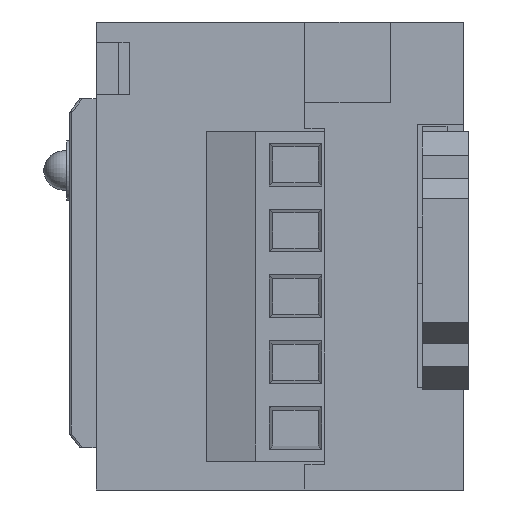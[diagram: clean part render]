
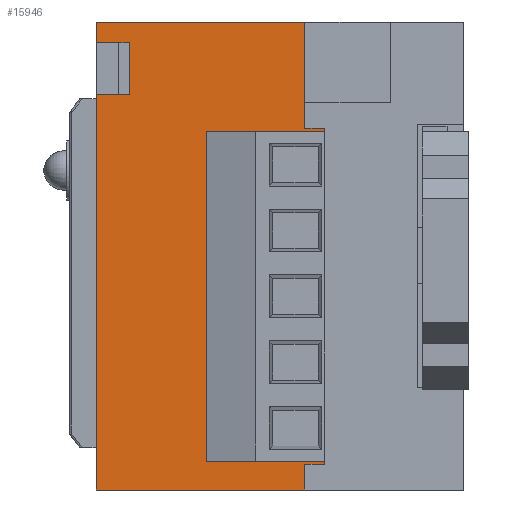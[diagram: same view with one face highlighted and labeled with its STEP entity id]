
A CAD part, left-side view. The second image highlights one B-rep face of the part: STEP entity #15946.
In plain terms, the highlighted face is planar.
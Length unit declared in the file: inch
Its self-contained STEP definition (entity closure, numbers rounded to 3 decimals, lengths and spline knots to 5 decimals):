
#45 = LINE ( 'NONE', #19776, #12249 ) ;
#102 = EDGE_CURVE ( 'NONE', #3662, #980, #19261, .T. ) ;
#222 = CARTESIAN_POINT ( 'NONE',  ( 1.2225, 1.115, -0.7105 ) ) ;
#592 = ORIENTED_EDGE ( 'NONE', *, *, #19508, .F. ) ;
#825 = ORIENTED_EDGE ( 'NONE', *, *, #4891, .F. ) ;
#893 = DIRECTION ( 'NONE',  ( 0., 0., -1. ) ) ;
#980 = VERTEX_POINT ( 'NONE', #19510 ) ;
#1108 = VERTEX_POINT ( 'NONE', #222 ) ;
#1460 = CARTESIAN_POINT ( 'NONE',  ( 1.2225, 0.422, -0.3875 ) ) ;
#1912 = VECTOR ( 'NONE', #12155, 39.37008 ) ;
#2217 = PLANE ( 'NONE',  #16515 ) ;
#2720 = DIRECTION ( 'NONE',  ( 0., 0., 1. ) ) ;
#2758 = VERTEX_POINT ( 'NONE', #13931 ) ;
#2936 = LINE ( 'NONE', #13991, #19327 ) ;
#3023 = VECTOR ( 'NONE', #16519, 39.37008 ) ;
#3070 = EDGE_CURVE ( 'NONE', #7653, #19153, #18158, .T. ) ;
#3242 = LINE ( 'NONE', #10418, #14921 ) ;
#3662 = VERTEX_POINT ( 'NONE', #5841 ) ;
#3801 = CARTESIAN_POINT ( 'NONE',  ( 1.2225, 1.115, -0.7105 ) ) ;
#3829 = CARTESIAN_POINT ( 'NONE',  ( 1.2225, 1.115, -0.4895 ) ) ;
#4356 = VERTEX_POINT ( 'NONE', #19361 ) ;
#4891 = EDGE_CURVE ( 'NONE', #15057, #17662, #12186, .T. ) ;
#5141 = ORIENTED_EDGE ( 'NONE', *, *, #11773, .T. ) ;
#5624 = LINE ( 'NONE', #9004, #1912 ) ;
#5755 = CARTESIAN_POINT ( 'NONE',  ( 1.2225, 1.115, -0.7105 ) ) ;
#5841 = CARTESIAN_POINT ( 'NONE',  ( 1.2225, 1.015, -0.4895 ) ) ;
#5850 = LINE ( 'NONE', #5755, #13333 ) ;
#6038 = VERTEX_POINT ( 'NONE', #8324 ) ;
#6270 = DIRECTION ( 'NONE',  ( 0., -1., 0. ) ) ;
#6570 = EDGE_CURVE ( 'NONE', #1108, #6038, #19572, .T. ) ;
#6890 = EDGE_CURVE ( 'NONE', #19153, #17450, #5624, .T. ) ;
#6977 = DIRECTION ( 'NONE',  ( 0., 0., 1. ) ) ;
#7106 = DIRECTION ( 'NONE',  ( 0., 0., 1. ) ) ;
#7292 = CARTESIAN_POINT ( 'NONE',  ( 1.2225, 1.015, -0.4895 ) ) ;
#7312 = EDGE_CURVE ( 'NONE', #1108, #4356, #19284, .T. ) ;
#7380 = VECTOR ( 'NONE', #11322, 39.37008 ) ;
#7392 = CARTESIAN_POINT ( 'NONE',  ( 1.2225, 0.482, 0.7105 ) ) ;
#7457 = ORIENTED_EDGE ( 'NONE', *, *, #18301, .F. ) ;
#7578 = CARTESIAN_POINT ( 'NONE',  ( 1.2225, 1.115, -0.4025 ) ) ;
#7653 = VERTEX_POINT ( 'NONE', #8789 ) ;
#7919 = VECTOR ( 'NONE', #8225, 39.37008 ) ;
#8075 = VECTOR ( 'NONE', #893, 39.37008 ) ;
#8141 = VERTEX_POINT ( 'NONE', #11563 ) ;
#8225 = DIRECTION ( 'NONE',  ( 0., 1., 0. ) ) ;
#8324 = CARTESIAN_POINT ( 'NONE',  ( 1.2225, 1.115, -0.6475 ) ) ;
#8367 = ORIENTED_EDGE ( 'NONE', *, *, #3070, .F. ) ;
#8479 = ORIENTED_EDGE ( 'NONE', *, *, #102, .F. ) ;
#8634 = CARTESIAN_POINT ( 'NONE',  ( 1.2225, 1.115, 0.7105 ) ) ;
#8789 = CARTESIAN_POINT ( 'NONE',  ( 1.2225, 0.482, -0.4025 ) ) ;
#9004 = CARTESIAN_POINT ( 'NONE',  ( 1.2225, 0.422, -0.4025 ) ) ;
#9005 = ORIENTED_EDGE ( 'NONE', *, *, #16027, .T. ) ;
#9279 = DIRECTION ( 'NONE',  ( 0., 1., 0. ) ) ;
#9385 = VECTOR ( 'NONE', #2720, 39.37008 ) ;
#9723 = CARTESIAN_POINT ( 'NONE',  ( 1.2225, 1.115, -0.7105 ) ) ;
#9917 = VECTOR ( 'NONE', #10582, 39.37008 ) ;
#9970 = VERTEX_POINT ( 'NONE', #3829 ) ;
#10006 = VERTEX_POINT ( 'NONE', #16582 ) ;
#10251 = VECTOR ( 'NONE', #19968, 39.37008 ) ;
#10349 = CARTESIAN_POINT ( 'NONE',  ( 1.2225, 0.482, -0.7105 ) ) ;
#10418 = CARTESIAN_POINT ( 'NONE',  ( 1.2225, 1.115, 0.6475 ) ) ;
#10582 = DIRECTION ( 'NONE',  ( 0., 0., 1. ) ) ;
#10599 = DIRECTION ( 'NONE',  ( 0., 0., 1. ) ) ;
#10637 = CARTESIAN_POINT ( 'NONE',  ( 1.2225, 1.015, -0.6475 ) ) ;
#10865 = VECTOR ( 'NONE', #6270, 39.37008 ) ;
#10996 = ORIENTED_EDGE ( 'NONE', *, *, #14809, .F. ) ;
#11224 = VECTOR ( 'NONE', #7106, 39.37008 ) ;
#11322 = DIRECTION ( 'NONE',  ( 0., 0., 1. ) ) ;
#11336 = CARTESIAN_POINT ( 'NONE',  ( 1.2225, 0.419, 0.6325 ) ) ;
#11536 = CARTESIAN_POINT ( 'NONE',  ( 1.2225, 0.422, 0.6325 ) ) ;
#11563 = CARTESIAN_POINT ( 'NONE',  ( 1.2225, 0.482, 0.6475 ) ) ;
#11773 = EDGE_CURVE ( 'NONE', #18203, #17914, #19408, .T. ) ;
#11885 = ORIENTED_EDGE ( 'NONE', *, *, #14269, .F. ) ;
#11897 = LINE ( 'NONE', #7292, #15592 ) ;
#12155 = DIRECTION ( 'NONE',  ( 0., 0., 1. ) ) ;
#12186 = LINE ( 'NONE', #16116, #7919 ) ;
#12249 = VECTOR ( 'NONE', #15045, 39.37008 ) ;
#12346 = LINE ( 'NONE', #16693, #8075 ) ;
#13181 = ORIENTED_EDGE ( 'NONE', *, *, #6890, .F. ) ;
#13266 = ORIENTED_EDGE ( 'NONE', *, *, #15511, .T. ) ;
#13333 = VECTOR ( 'NONE', #10599, 39.37008 ) ;
#13611 = LINE ( 'NONE', #16926, #9385 ) ;
#13682 = EDGE_LOOP ( 'NONE', ( #13703, #11885, #8479, #17046, #13266, #5141, #592, #19682, #10996, #825, #9005, #20084, #13181, #8367, #7457, #17600 ) ) ;
#13703 = ORIENTED_EDGE ( 'NONE', *, *, #6570, .T. ) ;
#13931 = CARTESIAN_POINT ( 'NONE',  ( 1.2225, 0.422, 0.6475 ) ) ;
#13991 = CARTESIAN_POINT ( 'NONE',  ( 1.2225, 1.015, -0.6475 ) ) ;
#14126 = LINE ( 'NONE', #18461, #9917 ) ;
#14269 = EDGE_CURVE ( 'NONE', #980, #6038, #2936, .T. ) ;
#14542 = VECTOR ( 'NONE', #16319, 39.37008 ) ;
#14716 = EDGE_CURVE ( 'NONE', #3662, #9970, #11897, .T. ) ;
#14809 = EDGE_CURVE ( 'NONE', #17662, #2758, #13611, .T. ) ;
#14921 = VECTOR ( 'NONE', #16752, 39.37008 ) ;
#15045 = DIRECTION ( 'NONE',  ( 0., 1., 0. ) ) ;
#15057 = VERTEX_POINT ( 'NONE', #11336 ) ;
#15421 = LINE ( 'NONE', #10349, #11224 ) ;
#15511 = EDGE_CURVE ( 'NONE', #9970, #18203, #5850, .T. ) ;
#15592 = VECTOR ( 'NONE', #18406, 39.37008 ) ;
#15946 = ADVANCED_FACE ( 'NONE', ( #18008 ), #2217, .F. ) ;
#16027 = EDGE_CURVE ( 'NONE', #15057, #10006, #12346, .T. ) ;
#16116 = CARTESIAN_POINT ( 'NONE',  ( 1.2225, 0.392, 0.6325 ) ) ;
#16319 = DIRECTION ( 'NONE',  ( 0., 0., -1. ) ) ;
#16485 = DIRECTION ( 'NONE',  ( -1., 0., 0. ) ) ;
#16515 = AXIS2_PLACEMENT_3D ( 'NONE', #3801, #16485, #6977 ) ;
#16519 = DIRECTION ( 'NONE',  ( 0., -1., 0. ) ) ;
#16582 = CARTESIAN_POINT ( 'NONE',  ( 1.2225, 0.419, -0.3875 ) ) ;
#16693 = CARTESIAN_POINT ( 'NONE',  ( 1.2225, 0.419, -0.7105 ) ) ;
#16752 = DIRECTION ( 'NONE',  ( 0., -1., 0. ) ) ;
#16926 = CARTESIAN_POINT ( 'NONE',  ( 1.2225, 0.422, 0.6325 ) ) ;
#17046 = ORIENTED_EDGE ( 'NONE', *, *, #14716, .T. ) ;
#17450 = VERTEX_POINT ( 'NONE', #1460 ) ;
#17478 = CARTESIAN_POINT ( 'NONE',  ( 1.2225, 0.422, -0.4025 ) ) ;
#17600 = ORIENTED_EDGE ( 'NONE', *, *, #7312, .F. ) ;
#17662 = VERTEX_POINT ( 'NONE', #11536 ) ;
#17783 = EDGE_CURVE ( 'NONE', #10006, #17450, #45, .T. ) ;
#17914 = VERTEX_POINT ( 'NONE', #7392 ) ;
#18008 = FACE_OUTER_BOUND ( 'NONE', #13682, .T. ) ;
#18158 = LINE ( 'NONE', #7578, #10251 ) ;
#18203 = VERTEX_POINT ( 'NONE', #19630 ) ;
#18301 = EDGE_CURVE ( 'NONE', #4356, #7653, #15421, .T. ) ;
#18333 = EDGE_CURVE ( 'NONE', #8141, #2758, #3242, .T. ) ;
#18406 = DIRECTION ( 'NONE',  ( 0., 1., 0. ) ) ;
#18461 = CARTESIAN_POINT ( 'NONE',  ( 1.2225, 0.482, -0.7105 ) ) ;
#19153 = VERTEX_POINT ( 'NONE', #17478 ) ;
#19261 = LINE ( 'NONE', #10637, #14542 ) ;
#19284 = LINE ( 'NONE', #20615, #10865 ) ;
#19327 = VECTOR ( 'NONE', #9279, 39.37008 ) ;
#19361 = CARTESIAN_POINT ( 'NONE',  ( 1.2225, 0.482, -0.7105 ) ) ;
#19408 = LINE ( 'NONE', #8634, #3023 ) ;
#19508 = EDGE_CURVE ( 'NONE', #8141, #17914, #14126, .T. ) ;
#19510 = CARTESIAN_POINT ( 'NONE',  ( 1.2225, 1.015, -0.6475 ) ) ;
#19572 = LINE ( 'NONE', #9723, #7380 ) ;
#19630 = CARTESIAN_POINT ( 'NONE',  ( 1.2225, 1.115, 0.7105 ) ) ;
#19682 = ORIENTED_EDGE ( 'NONE', *, *, #18333, .T. ) ;
#19776 = CARTESIAN_POINT ( 'NONE',  ( 1.2225, 0.392, -0.3875 ) ) ;
#19968 = DIRECTION ( 'NONE',  ( 0., -1., 0. ) ) ;
#20084 = ORIENTED_EDGE ( 'NONE', *, *, #17783, .T. ) ;
#20615 = CARTESIAN_POINT ( 'NONE',  ( 1.2225, 1.115, -0.7105 ) ) ;
